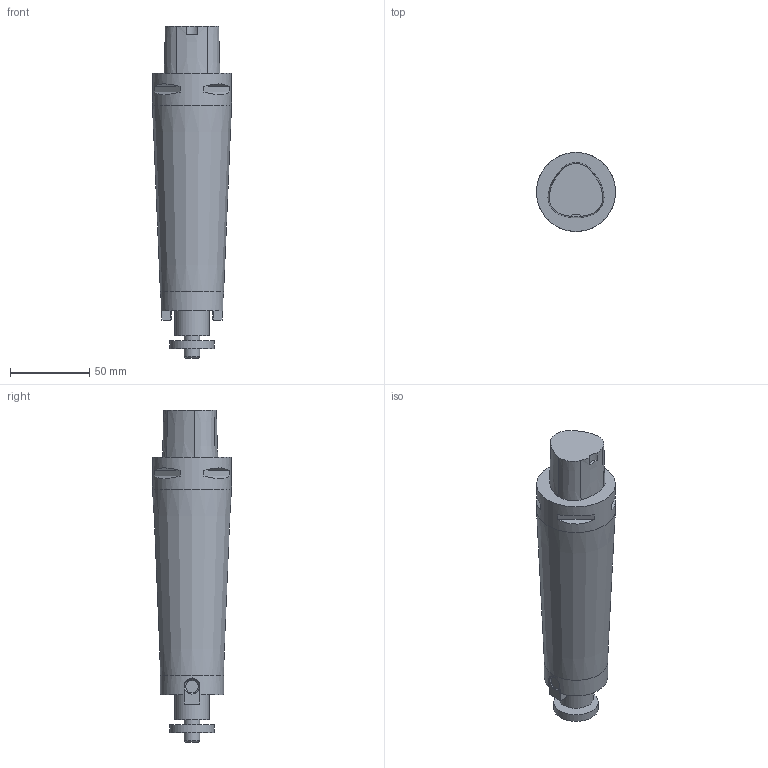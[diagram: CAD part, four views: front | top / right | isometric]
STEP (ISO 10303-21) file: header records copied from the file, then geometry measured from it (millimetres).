
FILE_DESCRIPTION(/* description */ ('3-D model version:1'),/* implementation_level */ '2;1');
FILE_NAME(/* name */ 'C5-391.05C-22150',/* time_stamp */ '2016-12-02T14:01:47',/* author */ ('InteractiveCad'),/* organization */ ('AB Sandvik Coromant'),/* preprocessor_version */ 'ST-DEVELOPER v11',/* originating_system */ 'SIEMENS UGS NX 6.0',/* authorization */ '');
FILE_SCHEMA(('AUTOMOTIVE_DESIGN'));
Length unit declared in the file: millimetre
Products named in the file (1): C5_391_05C_22150_SIM
Bounding box: 50 x 50 x 210 mm (x, y, z)
Volume: 279609 mm3; surface area: 31801.6 mm2
Topology: 1 solids, 3 shells, 81 faces, 205 edges, 133 vertices
Faces by surface type: plane 50, cylinder 19, cone 11, torus 1
Full cylindrical faces by diameter (mm): 4 x2, 4.6 x2, 7.8 x2, 9.4 x2, 10 x2, 22 x1, 28 x1, 40 x1, 50 x1
Entity records: 2452 total; most frequent: CARTESIAN_POINT 449, DIRECTION 406, ORIENTED_EDGE 364, EDGE_CURVE 182, AXIS2_PLACEMENT_3D 149, VERTEX_POINT 128, EDGE_LOOP 114, LINE 108
